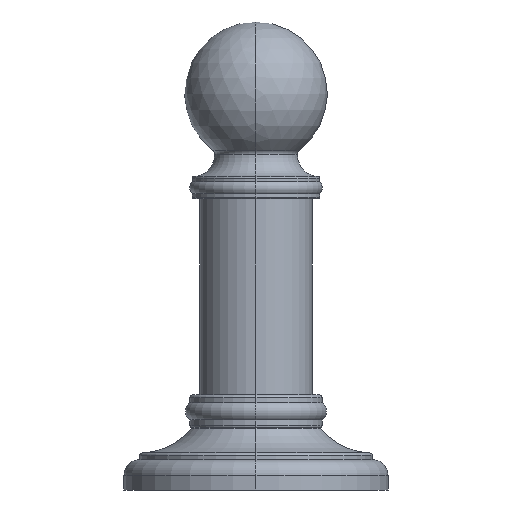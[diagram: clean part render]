
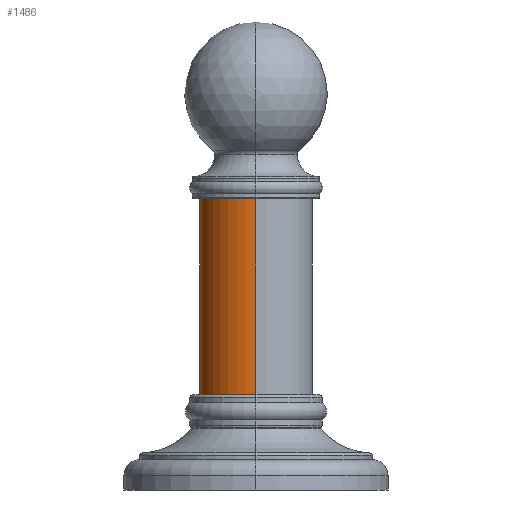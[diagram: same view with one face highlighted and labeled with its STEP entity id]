
A CAD part, left-side view. The second image highlights one B-rep face of the part: STEP entity #1486.
In plain terms, the highlighted cylindrical face has radius 10.8 mm (diameter 21.6 mm), a partial arc.
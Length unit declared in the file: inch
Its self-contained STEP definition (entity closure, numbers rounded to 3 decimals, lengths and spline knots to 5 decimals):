
#1190=CARTESIAN_POINT('',(0.,0.,2.20472));
#1191=DIRECTION('',(0.,0.,1.));
#1192=DIRECTION('',(1.,0.,0.));
#1193=AXIS2_PLACEMENT_3D('',#1190,#1191,#1192);
#1195=DIRECTION('',(0.,0.,-1.));
#1196=VECTOR('',#1195,1.54921);
#1197=CARTESIAN_POINT('',(-0.4252,0.,2.20472));
#1198=LINE('',#1197,#1196);
#1199=CARTESIAN_POINT('',(0.,0.,0.65551));
#1200=DIRECTION('',(0.,0.,-1.));
#1201=DIRECTION('',(-1.,0.,0.));
#1202=AXIS2_PLACEMENT_3D('',#1199,#1200,#1201);
#1204=DIRECTION('',(0.,0.,1.));
#1205=VECTOR('',#1204,1.54921);
#1206=CARTESIAN_POINT('',(0.4252,0.,0.65551));
#1207=LINE('',#1206,#1205);
#1417=CARTESIAN_POINT('',(-0.4252,0.,0.65551));
#1418=CARTESIAN_POINT('',(0.4252,0.,0.65551));
#1419=VERTEX_POINT('',#1417);
#1420=VERTEX_POINT('',#1418);
#1429=CARTESIAN_POINT('',(0.4252,0.,2.20472));
#1430=CARTESIAN_POINT('',(-0.4252,0.,2.20472));
#1431=VERTEX_POINT('',#1429);
#1432=VERTEX_POINT('',#1430);
#1471=CARTESIAN_POINT('',(0.,0.,0.72835));
#1472=DIRECTION('',(0.,0.,1.));
#1473=DIRECTION('',(1.,0.,0.));
#1474=AXIS2_PLACEMENT_3D('',#1471,#1472,#1473);
#1475=CYLINDRICAL_SURFACE('',#1474,0.4252);
#1477=ORIENTED_EDGE('',*,*,#1476,.T.);
#1479=ORIENTED_EDGE('',*,*,#1478,.T.);
#1481=ORIENTED_EDGE('',*,*,#1480,.T.);
#1483=ORIENTED_EDGE('',*,*,#1482,.T.);
#1484=EDGE_LOOP('',(#1477,#1479,#1481,#1483));
#1485=FACE_OUTER_BOUND('',#1484,.F.);
#1486=ADVANCED_FACE('',(#1485),#1475,.T.);
#1194=CIRCLE('',#1193,0.4252);
#1203=CIRCLE('',#1202,0.4252);
#1476=EDGE_CURVE('',#1431,#1432,#1194,.T.);
#1478=EDGE_CURVE('',#1432,#1419,#1198,.T.);
#1480=EDGE_CURVE('',#1419,#1420,#1203,.T.);
#1482=EDGE_CURVE('',#1420,#1431,#1207,.T.);
